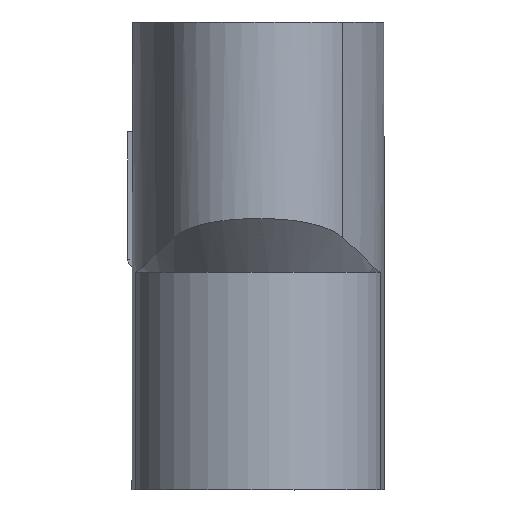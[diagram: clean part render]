
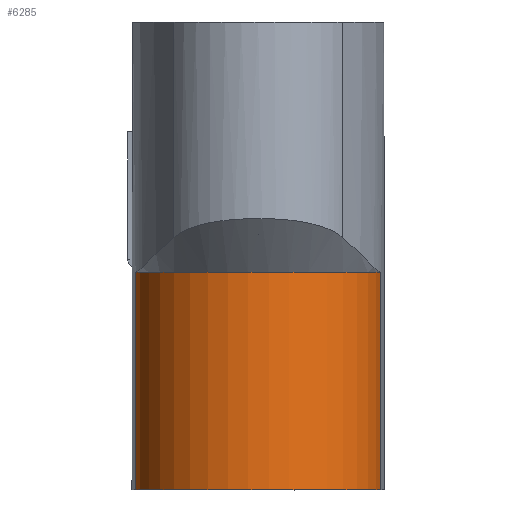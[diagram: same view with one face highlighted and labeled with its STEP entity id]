
A CAD part, front view. The second image highlights one B-rep face of the part: STEP entity #6285.
In plain terms, the highlighted cylindrical face has radius 11.405 mm (diameter 22.811 mm), a partial arc.
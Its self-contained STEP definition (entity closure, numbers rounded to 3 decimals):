
#2578 = CYLINDRICAL_SURFACE('',#2579,27.559);
#2579 = AXIS2_PLACEMENT_3D('',#2580,#2581,#2582);
#2580 = CARTESIAN_POINT('',(15.959,0.5,0.));
#2581 = DIRECTION('',(-0.,-0.,-1.));
#2582 = DIRECTION('',(1.,0.,0.));
#2636 = CYLINDRICAL_SURFACE('',#2637,27.559);
#2637 = AXIS2_PLACEMENT_3D('',#2638,#2639,#2640);
#2638 = CARTESIAN_POINT('',(-15.959,0.5,0.));
#2639 = DIRECTION('',(-0.,-0.,-1.));
#2640 = DIRECTION('',(1.,0.,0.));
#3128 = PLANE('',#3129);
#3129 = AXIS2_PLACEMENT_3D('',#3130,#3131,#3132);
#3130 = CARTESIAN_POINT('',(-0.651,18.777,0.));
#3131 = DIRECTION('',(0.,0.,1.));
#3132 = DIRECTION('',(1.,0.,0.));
#3542 = EDGE_CURVE('',#3543,#3545,#3547,.T.);
#3543 = VERTEX_POINT('',#3544);
#3544 = CARTESIAN_POINT('',(11.268,-3.765,0.));
#3545 = VERTEX_POINT('',#3546);
#3546 = CARTESIAN_POINT('',(11.268,-3.765,20.));
#3547 = SURFACE_CURVE('',#3548,(#3552,#3559),.PCURVE_S1.);
#3548 = LINE('',#3549,#3550);
#3549 = CARTESIAN_POINT('',(11.268,-3.765,0.));
#3550 = VECTOR('',#3551,1.);
#3551 = DIRECTION('',(0.,0.,1.));
#3552 = PCURVE('',#2636,#3553);
#3553 = DEFINITIONAL_REPRESENTATION('',(#3554),#3558);
#3554 = LINE('',#3555,#3556);
#3555 = CARTESIAN_POINT('',(-6.128,0.));
#3556 = VECTOR('',#3557,1.);
#3557 = DIRECTION('',(-0.,-1.));
#3558 = ( GEOMETRIC_REPRESENTATION_CONTEXT(2) 
PARAMETRIC_REPRESENTATION_CONTEXT() REPRESENTATION_CONTEXT('2D SPACE',''
  ) );
#3559 = PCURVE('',#3560,#3565);
#3560 = CYLINDRICAL_SURFACE('',#3561,11.405);
#3561 = AXIS2_PLACEMENT_3D('',#3562,#3563,#3564);
#3562 = CARTESIAN_POINT('',(0.,-2.,0.));
#3563 = DIRECTION('',(-0.,-0.,-1.));
#3564 = DIRECTION('',(1.,0.,0.));
#3565 = DEFINITIONAL_REPRESENTATION('',(#3566),#3570);
#3566 = LINE('',#3567,#3568);
#3567 = CARTESIAN_POINT('',(-6.128,0.));
#3568 = VECTOR('',#3569,1.);
#3569 = DIRECTION('',(-0.,-1.));
#3570 = ( GEOMETRIC_REPRESENTATION_CONTEXT(2) 
PARAMETRIC_REPRESENTATION_CONTEXT() REPRESENTATION_CONTEXT('2D SPACE',''
  ) );
#3642 = B_SPLINE_SURFACE_WITH_KNOTS('',10,1,(
    (#3643,#3644)
    ,(#3645,#3646)
    ,(#3647,#3648)
    ,(#3649,#3650)
    ,(#3651,#3652)
    ,(#3653,#3654)
    ,(#3655,#3656)
    ,(#3657,#3658)
    ,(#3659,#3660)
    ,(#3661,#3662)
    ,(#3663,#3664
    )),.UNSPECIFIED.,.F.,.F.,.F.,(11,11),(2,2),(3.297,
    6.128),(0.,1.),.PIECEWISE_BEZIER_KNOTS.);
#3643 = CARTESIAN_POINT('',(-11.268,-3.765,20.));
#3644 = CARTESIAN_POINT('',(-12.524,-8.328,26.));
#3645 = CARTESIAN_POINT('',(-10.768,-6.955,20.));
#3646 = CARTESIAN_POINT('',(-11.942,-11.852,26.));
#3647 = CARTESIAN_POINT('',(-9.265,-9.987,
    20.));
#3648 = CARTESIAN_POINT('',(-10.257,-15.194,
    26.));
#3649 = CARTESIAN_POINT('',(-6.815,-12.508,
    20.));
#3650 = CARTESIAN_POINT('',(-7.535,-17.967,
    26.));
#3651 = CARTESIAN_POINT('',(-3.616,-14.184,
    20.));
#3652 = CARTESIAN_POINT('',(-3.995,-19.808,
    26.));
#3653 = CARTESIAN_POINT('',(0.,-14.772,
    20.));
#3654 = CARTESIAN_POINT('',(0.,-20.455,26.)
  );
#3655 = CARTESIAN_POINT('',(3.616,-14.184,
    20.));
#3656 = CARTESIAN_POINT('',(3.995,-19.808,
    26.));
#3657 = CARTESIAN_POINT('',(6.815,-12.508,
    20.));
#3658 = CARTESIAN_POINT('',(7.535,-17.967,
    26.));
#3659 = CARTESIAN_POINT('',(9.265,-9.987,
    20.));
#3660 = CARTESIAN_POINT('',(10.257,-15.194,
    26.));
#3661 = CARTESIAN_POINT('',(10.768,-6.955,20.));
#3662 = CARTESIAN_POINT('',(11.942,-11.852,26.));
#3663 = CARTESIAN_POINT('',(11.268,-3.765,20.));
#3664 = CARTESIAN_POINT('',(12.524,-8.328,26.));
#4040 = VERTEX_POINT('',#4041);
#4041 = CARTESIAN_POINT('',(-11.268,-3.765,0.));
#4067 = VERTEX_POINT('',#4068);
#4068 = CARTESIAN_POINT('',(-11.268,-3.765,20.));
#4170 = EDGE_CURVE('',#4040,#4067,#4171,.T.);
#4171 = SURFACE_CURVE('',#4172,(#4176,#4183),.PCURVE_S1.);
#4172 = LINE('',#4173,#4174);
#4173 = CARTESIAN_POINT('',(-11.268,-3.765,0.));
#4174 = VECTOR('',#4175,1.);
#4175 = DIRECTION('',(0.,0.,1.));
#4176 = PCURVE('',#2578,#4177);
#4177 = DEFINITIONAL_REPRESENTATION('',(#4178),#4182);
#4178 = LINE('',#4179,#4180);
#4179 = CARTESIAN_POINT('',(-3.297,0.));
#4180 = VECTOR('',#4181,1.);
#4181 = DIRECTION('',(-0.,-1.));
#4182 = ( GEOMETRIC_REPRESENTATION_CONTEXT(2) 
PARAMETRIC_REPRESENTATION_CONTEXT() REPRESENTATION_CONTEXT('2D SPACE',''
  ) );
#4183 = PCURVE('',#3560,#4184);
#4184 = DEFINITIONAL_REPRESENTATION('',(#4185),#4189);
#4185 = LINE('',#4186,#4187);
#4186 = CARTESIAN_POINT('',(-3.297,0.));
#4187 = VECTOR('',#4188,1.);
#4188 = DIRECTION('',(-0.,-1.));
#4189 = ( GEOMETRIC_REPRESENTATION_CONTEXT(2) 
PARAMETRIC_REPRESENTATION_CONTEXT() REPRESENTATION_CONTEXT('2D SPACE',''
  ) );
#6027 = EDGE_CURVE('',#4040,#3543,#6028,.T.);
#6028 = SURFACE_CURVE('',#6029,(#6034,#6041),.PCURVE_S1.);
#6029 = CIRCLE('',#6030,11.405);
#6030 = AXIS2_PLACEMENT_3D('',#6031,#6032,#6033);
#6031 = CARTESIAN_POINT('',(0.,-2.,0.));
#6032 = DIRECTION('',(0.,0.,1.));
#6033 = DIRECTION('',(1.,0.,0.));
#6034 = PCURVE('',#3128,#6035);
#6035 = DEFINITIONAL_REPRESENTATION('',(#6036),#6040);
#6036 = CIRCLE('',#6037,11.405);
#6037 = AXIS2_PLACEMENT_2D('',#6038,#6039);
#6038 = CARTESIAN_POINT('',(0.651,-20.777));
#6039 = DIRECTION('',(1.,0.));
#6040 = ( GEOMETRIC_REPRESENTATION_CONTEXT(2) 
PARAMETRIC_REPRESENTATION_CONTEXT() REPRESENTATION_CONTEXT('2D SPACE',''
  ) );
#6041 = PCURVE('',#3560,#6042);
#6042 = DEFINITIONAL_REPRESENTATION('',(#6043),#6047);
#6043 = LINE('',#6044,#6045);
#6044 = CARTESIAN_POINT('',(-0.,0.));
#6045 = VECTOR('',#6046,1.);
#6046 = DIRECTION('',(-1.,0.));
#6047 = ( GEOMETRIC_REPRESENTATION_CONTEXT(2) 
PARAMETRIC_REPRESENTATION_CONTEXT() REPRESENTATION_CONTEXT('2D SPACE',''
  ) );
#6285 = ADVANCED_FACE('',(#6286),#3560,.T.);
#6286 = FACE_BOUND('',#6287,.F.);
#6287 = EDGE_LOOP('',(#6288,#6289,#6311,#6312));
#6288 = ORIENTED_EDGE('',*,*,#4170,.T.);
#6289 = ORIENTED_EDGE('',*,*,#6290,.T.);
#6290 = EDGE_CURVE('',#4067,#3545,#6291,.T.);
#6291 = SURFACE_CURVE('',#6292,(#6297,#6304),.PCURVE_S1.);
#6292 = CIRCLE('',#6293,11.405);
#6293 = AXIS2_PLACEMENT_3D('',#6294,#6295,#6296);
#6294 = CARTESIAN_POINT('',(0.,-2.,20.));
#6295 = DIRECTION('',(0.,0.,1.));
#6296 = DIRECTION('',(1.,0.,0.));
#6297 = PCURVE('',#3560,#6298);
#6298 = DEFINITIONAL_REPRESENTATION('',(#6299),#6303);
#6299 = LINE('',#6300,#6301);
#6300 = CARTESIAN_POINT('',(-0.,-20.));
#6301 = VECTOR('',#6302,1.);
#6302 = DIRECTION('',(-1.,0.));
#6303 = ( GEOMETRIC_REPRESENTATION_CONTEXT(2) 
PARAMETRIC_REPRESENTATION_CONTEXT() REPRESENTATION_CONTEXT('2D SPACE',''
  ) );
#6304 = PCURVE('',#3642,#6305);
#6305 = DEFINITIONAL_REPRESENTATION('',(#6306),#6310);
#6306 = LINE('',#6307,#6308);
#6307 = CARTESIAN_POINT('',(0.,0.));
#6308 = VECTOR('',#6309,1.);
#6309 = DIRECTION('',(1.,0.));
#6310 = ( GEOMETRIC_REPRESENTATION_CONTEXT(2) 
PARAMETRIC_REPRESENTATION_CONTEXT() REPRESENTATION_CONTEXT('2D SPACE',''
  ) );
#6311 = ORIENTED_EDGE('',*,*,#3542,.F.);
#6312 = ORIENTED_EDGE('',*,*,#6027,.F.);
